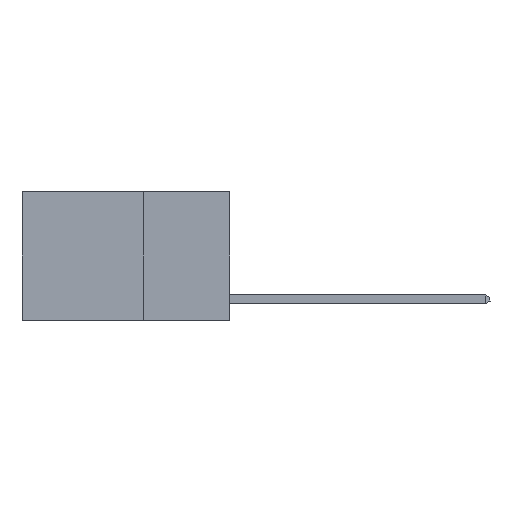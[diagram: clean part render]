
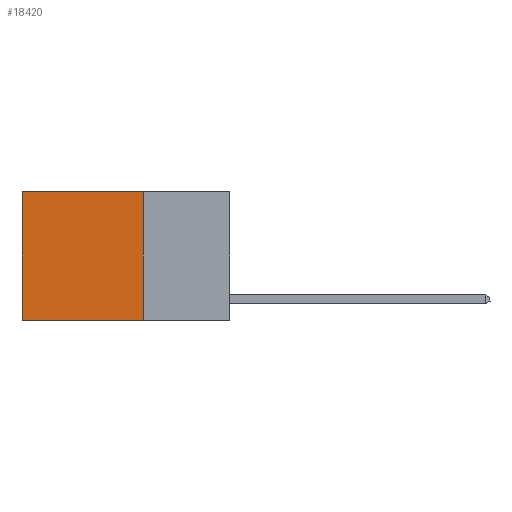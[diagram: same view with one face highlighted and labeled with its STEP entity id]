
A CAD part, left-side view. The second image highlights one B-rep face of the part: STEP entity #18420.
In plain terms, the highlighted planar face has unit normal (-1, 0, 0).
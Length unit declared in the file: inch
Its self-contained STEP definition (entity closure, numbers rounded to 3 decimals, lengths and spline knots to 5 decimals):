
#2381 = ORIENTED_EDGE ( 'NONE', *, *, #3507, .F. ) ;
#3085 = EDGE_CURVE ( 'NONE', #22127, #7855, #15243, .T. ) ;
#3507 = EDGE_CURVE ( 'NONE', #18147, #22127, #8950, .T. ) ;
#3755 = AXIS2_PLACEMENT_3D ( 'NONE', #3814, #13112, #27241 ) ;
#3814 = CARTESIAN_POINT ( 'NONE',  ( 0.2625, 0.25, 0. ) ) ;
#5132 = DIRECTION ( 'NONE',  ( 0., 0., -1. ) ) ;
#5466 = VECTOR ( 'NONE', #16254, 39.37008 ) ;
#6194 = CARTESIAN_POINT ( 'NONE',  ( 0.2625, 0.25, 0. ) ) ;
#6311 = FACE_OUTER_BOUND ( 'NONE', #8611, .T. ) ;
#6460 = CARTESIAN_POINT ( 'NONE',  ( 0.2625, 0.25, -0.37 ) ) ;
#6602 = LINE ( 'NONE', #19969, #22348 ) ;
#7696 = CARTESIAN_POINT ( 'NONE',  ( 0.2625, 0.6, 0. ) ) ;
#7855 = VERTEX_POINT ( 'NONE', #29028 ) ;
#8611 = EDGE_LOOP ( 'NONE', ( #17776, #30173, #2381, #10067 ) ) ;
#8950 = LINE ( 'NONE', #27665, #9699 ) ;
#9699 = VECTOR ( 'NONE', #5132, 39.37008 ) ;
#10067 = ORIENTED_EDGE ( 'NONE', *, *, #29647, .T. ) ;
#13112 = DIRECTION ( 'NONE',  ( 1., 0., 0. ) ) ;
#13205 = PLANE ( 'NONE',  #3755 ) ;
#14007 = EDGE_CURVE ( 'NONE', #14520, #7855, #19021, .T. ) ;
#14520 = VERTEX_POINT ( 'NONE', #7696 ) ;
#15243 = LINE ( 'NONE', #6460, #16665 ) ;
#16254 = DIRECTION ( 'NONE',  ( 0., 0., -1. ) ) ;
#16665 = VECTOR ( 'NONE', #27550, 39.37008 ) ;
#17776 = ORIENTED_EDGE ( 'NONE', *, *, #14007, .T. ) ;
#18147 = VERTEX_POINT ( 'NONE', #6194 ) ;
#18420 = ADVANCED_FACE ( 'NONE', ( #6311 ), #13205, .F. ) ;
#19021 = LINE ( 'NONE', #23200, #5466 ) ;
#19969 = CARTESIAN_POINT ( 'NONE',  ( 0.2625, 0.25, 0. ) ) ;
#22127 = VERTEX_POINT ( 'NONE', #24898 ) ;
#22348 = VECTOR ( 'NONE', #22624, 39.37008 ) ;
#22624 = DIRECTION ( 'NONE',  ( 0., 1., 0. ) ) ;
#23200 = CARTESIAN_POINT ( 'NONE',  ( 0.2625, 0.6, 0. ) ) ;
#24898 = CARTESIAN_POINT ( 'NONE',  ( 0.2625, 0.25, -0.37 ) ) ;
#27241 = DIRECTION ( 'NONE',  ( 0., 0., -1. ) ) ;
#27550 = DIRECTION ( 'NONE',  ( 0., 1., 0. ) ) ;
#27665 = CARTESIAN_POINT ( 'NONE',  ( 0.2625, 0.25, 0. ) ) ;
#29028 = CARTESIAN_POINT ( 'NONE',  ( 0.2625, 0.6, -0.37 ) ) ;
#29647 = EDGE_CURVE ( 'NONE', #18147, #14520, #6602, .T. ) ;
#30173 = ORIENTED_EDGE ( 'NONE', *, *, #3085, .F. ) ;
